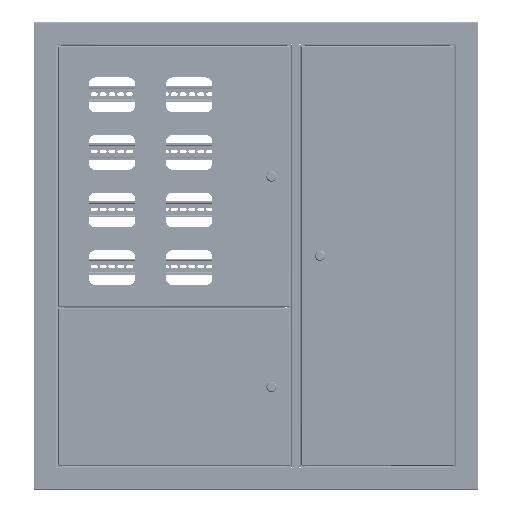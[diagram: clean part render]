
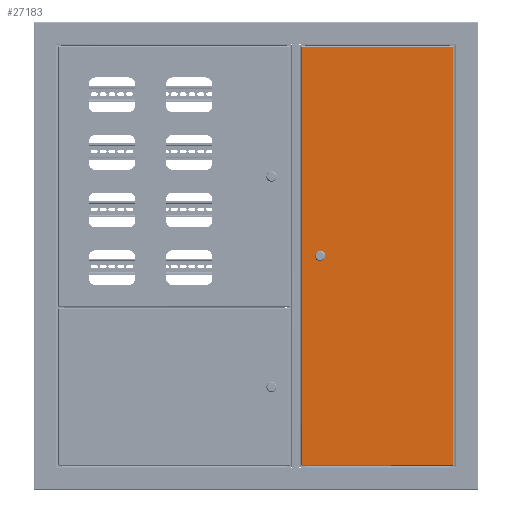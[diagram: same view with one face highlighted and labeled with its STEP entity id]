
A CAD part, top view. The second image highlights one B-rep face of the part: STEP entity #27183.
In plain terms, the highlighted planar face has unit normal (0, 0, 1).
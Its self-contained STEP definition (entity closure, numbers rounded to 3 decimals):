
#336 = FACE_BOUND ( 'NONE', #75122, .T. ) ;
#515 = CARTESIAN_POINT ( 'NONE',  ( 448.2, 40., 0. ) ) ;
#608 = LINE ( 'NONE', #45119, #26667 ) ;
#1083 = CIRCLE ( 'NONE', #10435, 9.25 ) ;
#2988 = EDGE_CURVE ( 'NONE', #5420, #29794, #66571, .T. ) ;
#5036 = VECTOR ( 'NONE', #86613, 1000. ) ;
#5420 = VERTEX_POINT ( 'NONE', #47745 ) ;
#5920 = ORIENTED_EDGE ( 'NONE', *, *, #23095, .F. ) ;
#8094 = DIRECTION ( 'NONE',  ( 1., 0., 0. ) ) ;
#9310 = CARTESIAN_POINT ( 'NONE',  ( 1.7, 324., 0. ) ) ;
#10435 = AXIS2_PLACEMENT_3D ( 'NONE', #515, #31330, #16614 ) ;
#12512 = LINE ( 'NONE', #19384, #28267 ) ;
#13197 = LINE ( 'NONE', #43543, #5036 ) ;
#13821 = DIRECTION ( 'NONE',  ( 0., -1., 0. ) ) ;
#15414 = VERTEX_POINT ( 'NONE', #44468 ) ;
#15477 = CARTESIAN_POINT ( 'NONE',  ( 0., 325.7, 0. ) ) ;
#15548 = VERTEX_POINT ( 'NONE', #60579 ) ;
#16614 = DIRECTION ( 'NONE',  ( 1., 0., 0. ) ) ;
#19384 = CARTESIAN_POINT ( 'NONE',  ( 451.849, 48.5, 0. ) ) ;
#19756 = VERTEX_POINT ( 'NONE', #9310 ) ;
#19949 = CARTESIAN_POINT ( 'NONE',  ( 1.7, 1.7, 0. ) ) ;
#20611 = ORIENTED_EDGE ( 'NONE', *, *, #87387, .F. ) ;
#22838 = DIRECTION ( 'NONE',  ( 0., 0., -1. ) ) ;
#23095 = EDGE_CURVE ( 'NONE', #42886, #15414, #1083, .T. ) ;
#26667 = VECTOR ( 'NONE', #60268, 1000. ) ;
#27183 = ADVANCED_FACE ( 'NONE', ( #336, #82991 ), #89861, .F. ) ;
#28267 = VECTOR ( 'NONE', #86417, 1000. ) ;
#28555 = ORIENTED_EDGE ( 'NONE', *, *, #52086, .T. ) ;
#29794 = VERTEX_POINT ( 'NONE', #89972 ) ;
#29872 = DIRECTION ( 'NONE',  ( 0., 1., 0. ) ) ;
#31087 = CARTESIAN_POINT ( 'NONE',  ( 451.849, 31.5, 0. ) ) ;
#31330 = DIRECTION ( 'NONE',  ( 0., 0., 1. ) ) ;
#31377 = EDGE_CURVE ( 'NONE', #29794, #19756, #13197, .T. ) ;
#31739 = VERTEX_POINT ( 'NONE', #19949 ) ;
#34410 = DIRECTION ( 'NONE',  ( 0., 0., 1. ) ) ;
#35442 = VERTEX_POINT ( 'NONE', #91364 ) ;
#35490 = EDGE_CURVE ( 'NONE', #40512, #42886, #12512, .T. ) ;
#37662 = CIRCLE ( 'NONE', #92349, 9.25 ) ;
#38587 = DIRECTION ( 'NONE',  ( 1., 0., 0. ) ) ;
#40512 = VERTEX_POINT ( 'NONE', #50918 ) ;
#42886 = VERTEX_POINT ( 'NONE', #91155 ) ;
#43086 = ORIENTED_EDGE ( 'NONE', *, *, #31377, .T. ) ;
#43175 = DIRECTION ( 'NONE',  ( 1., 0., 0. ) ) ;
#43543 = CARTESIAN_POINT ( 'NONE',  ( 894.993, 324., 0. ) ) ;
#44313 = LINE ( 'NONE', #31087, #82375 ) ;
#44468 = CARTESIAN_POINT ( 'NONE',  ( 444.551, 31.5, 0. ) ) ;
#45119 = CARTESIAN_POINT ( 'NONE',  ( 1.7, 1.7, 0. ) ) ;
#45796 = DIRECTION ( 'NONE',  ( -1., 0., 0. ) ) ;
#46882 = AXIS2_PLACEMENT_3D ( 'NONE', #15477, #22838, #45796 ) ;
#47745 = CARTESIAN_POINT ( 'NONE',  ( 894.7, 1.7, 0. ) ) ;
#48229 = EDGE_CURVE ( 'NONE', #31739, #5420, #608, .T. ) ;
#50380 = VECTOR ( 'NONE', #13821, 1000. ) ;
#50918 = CARTESIAN_POINT ( 'NONE',  ( 451.849, 48.5, 0. ) ) ;
#52086 = EDGE_CURVE ( 'NONE', #19756, #31739, #88687, .T. ) ;
#53228 = CARTESIAN_POINT ( 'NONE',  ( 448.2, 40., 0. ) ) ;
#54678 = EDGE_LOOP ( 'NONE', ( #58018, #81785, #43086, #28555 ) ) ;
#58018 = ORIENTED_EDGE ( 'NONE', *, *, #48229, .T. ) ;
#58191 = CIRCLE ( 'NONE', #61288, 9.25 ) ;
#58279 = DIRECTION ( 'NONE',  ( 0., 0., 1. ) ) ;
#59443 = EDGE_CURVE ( 'NONE', #15414, #15548, #44313, .T. ) ;
#59696 = CARTESIAN_POINT ( 'NONE',  ( 894.7, 0., 0. ) ) ;
#60268 = DIRECTION ( 'NONE',  ( 1., 0., 0. ) ) ;
#60579 = CARTESIAN_POINT ( 'NONE',  ( 451.849, 31.5, 0. ) ) ;
#61288 = AXIS2_PLACEMENT_3D ( 'NONE', #53228, #58279, #38587 ) ;
#66571 = LINE ( 'NONE', #59696, #91821 ) ;
#68813 = EDGE_CURVE ( 'NONE', #15548, #35442, #37662, .T. ) ;
#75122 = EDGE_LOOP ( 'NONE', ( #82021, #20611, #79318, #76896, #5920 ) ) ;
#76896 = ORIENTED_EDGE ( 'NONE', *, *, #59443, .F. ) ;
#79318 = ORIENTED_EDGE ( 'NONE', *, *, #68813, .F. ) ;
#80351 = CARTESIAN_POINT ( 'NONE',  ( 448.2, 40., 0. ) ) ;
#80849 = CARTESIAN_POINT ( 'NONE',  ( 1.7, 324.293, 0. ) ) ;
#81785 = ORIENTED_EDGE ( 'NONE', *, *, #2988, .T. ) ;
#82021 = ORIENTED_EDGE ( 'NONE', *, *, #35490, .F. ) ;
#82375 = VECTOR ( 'NONE', #8094, 1000. ) ;
#82991 = FACE_OUTER_BOUND ( 'NONE', #54678, .T. ) ;
#86417 = DIRECTION ( 'NONE',  ( -1., 0., 0. ) ) ;
#86613 = DIRECTION ( 'NONE',  ( -1., 0., 0. ) ) ;
#87387 = EDGE_CURVE ( 'NONE', #35442, #40512, #58191, .T. ) ;
#88687 = LINE ( 'NONE', #80849, #50380 ) ;
#89861 = PLANE ( 'NONE',  #46882 ) ;
#89972 = CARTESIAN_POINT ( 'NONE',  ( 894.7, 324., 0. ) ) ;
#91155 = CARTESIAN_POINT ( 'NONE',  ( 444.551, 48.5, 0. ) ) ;
#91364 = CARTESIAN_POINT ( 'NONE',  ( 457.45, 40., 0. ) ) ;
#91821 = VECTOR ( 'NONE', #29872, 1000. ) ;
#92349 = AXIS2_PLACEMENT_3D ( 'NONE', #80351, #34410, #43175 ) ;
